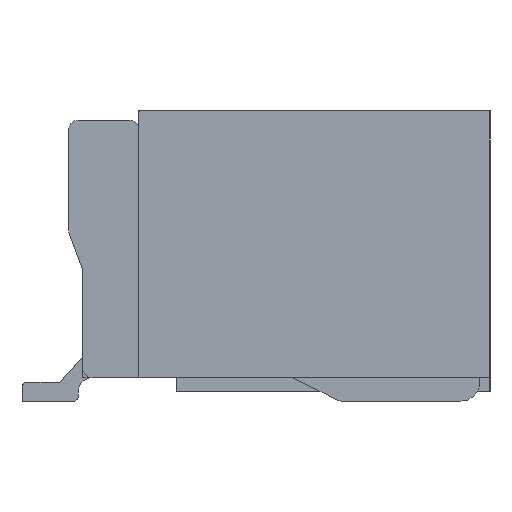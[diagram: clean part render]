
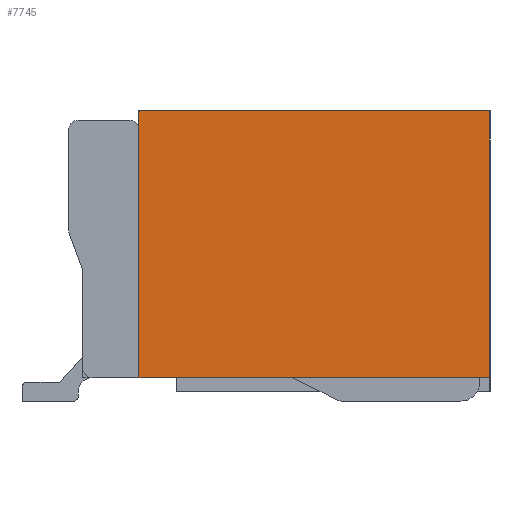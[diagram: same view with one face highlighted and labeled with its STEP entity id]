
A CAD part, left-side view. The second image highlights one B-rep face of the part: STEP entity #7745.
In plain terms, the highlighted planar face has unit normal (-1, 0, 0).
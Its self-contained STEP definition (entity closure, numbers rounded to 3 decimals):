
#278=ORIENTED_EDGE('',*,*,#1862,.F.);
#279=ORIENTED_EDGE('',*,*,#1877,.T.);
#280=ORIENTED_EDGE('',*,*,#1932,.T.);
#281=ORIENTED_EDGE('',*,*,#1933,.T.);
#1862=EDGE_CURVE('',#2690,#2691,#3222,.T.);
#1877=EDGE_CURVE('',#2690,#2704,#3237,.T.);
#1932=EDGE_CURVE('',#2704,#2758,#3292,.T.);
#1933=EDGE_CURVE('',#2758,#2691,#3293,.T.);
#2690=VERTEX_POINT('',#10101);
#2691=VERTEX_POINT('',#10103);
#2704=VERTEX_POINT('',#10131);
#2758=VERTEX_POINT('',#10242);
#3222=LINE('',#10102,#3958);
#3237=LINE('',#10132,#3973);
#3292=LINE('',#10241,#4028);
#3293=LINE('',#10243,#4029);
#3958=VECTOR('',#8513,1000.);
#3973=VECTOR('',#8530,1000.);
#4028=VECTOR('',#8587,1000.);
#4029=VECTOR('',#8588,1000.);
#4654=EDGE_LOOP('',(#278,#279,#280,#281));
#4978=FACE_BOUND('',#4654,.T.);
#5300=PLANE('',#8063);
#7745=ADVANCED_FACE('',(#4978),#5300,.T.);
#8063=AXIS2_PLACEMENT_3D('',#10240,#8585,#8586);
#8513=DIRECTION('',(0.,0.,1.));
#8530=DIRECTION('',(0.,-1.,0.));
#8585=DIRECTION('',(-1.,0.,0.));
#8586=DIRECTION('',(0.,0.,1.));
#8587=DIRECTION('',(0.,0.,1.));
#8588=DIRECTION('',(0.,1.,0.));
#10101=CARTESIAN_POINT('',(-6.,1.575,-1.35));
#10102=CARTESIAN_POINT('',(-6.,1.575,-11.612));
#10103=CARTESIAN_POINT('',(-6.,1.575,1.5));
#10131=CARTESIAN_POINT('',(-6.,-2.175,-1.35));
#10132=CARTESIAN_POINT('',(-6.,2.175,-1.35));
#10240=CARTESIAN_POINT('',(-6.,0.,0.));
#10241=CARTESIAN_POINT('',(-6.,-2.175,-1.5));
#10242=CARTESIAN_POINT('',(-6.,-2.175,1.5));
#10243=CARTESIAN_POINT('',(-6.,-2.175,1.5));
